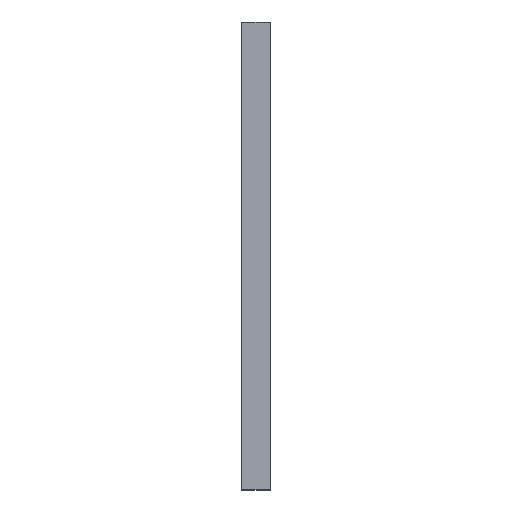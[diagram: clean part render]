
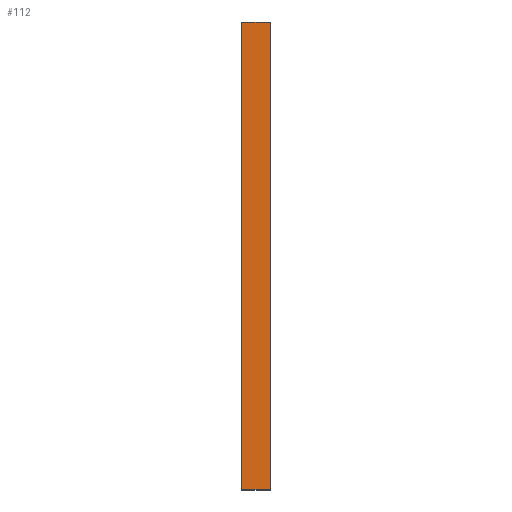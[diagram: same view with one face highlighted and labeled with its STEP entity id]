
A CAD part, top view. The second image highlights one B-rep face of the part: STEP entity #112.
In plain terms, the highlighted planar face has unit normal (0, 0, 1).
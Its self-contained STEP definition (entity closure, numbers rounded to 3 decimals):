
#60 = FACE_OUTER_BOUND ( 'NONE', #572, .T. ) ;
#112 = ADVANCED_FACE ( 'NONE', ( #60 ), #961, .F. ) ;
#126 = ORIENTED_EDGE ( 'NONE', *, *, #677, .T. ) ;
#138 = VECTOR ( 'NONE', #1089, 1000. ) ;
#153 = LINE ( 'NONE', #567, #1056 ) ;
#168 = VECTOR ( 'NONE', #688, 1000. ) ;
#185 = LINE ( 'NONE', #992, #168 ) ;
#198 = CARTESIAN_POINT ( 'NONE',  ( -2., -30., 63. ) ) ;
#221 = VERTEX_POINT ( 'NONE', #899 ) ;
#319 = LINE ( 'NONE', #653, #138 ) ;
#347 = AXIS2_PLACEMENT_3D ( 'NONE', #972, #979, #980 ) ;
#446 = VERTEX_POINT ( 'NONE', #812 ) ;
#538 = LINE ( 'NONE', #1059, #1120 ) ;
#557 = ORIENTED_EDGE ( 'NONE', *, *, #834, .F. ) ;
#567 = CARTESIAN_POINT ( 'NONE',  ( 2., 0., 63. ) ) ;
#572 = EDGE_LOOP ( 'NONE', ( #126, #557, #605, #921 ) ) ;
#605 = ORIENTED_EDGE ( 'NONE', *, *, #881, .F. ) ;
#626 = DIRECTION ( 'NONE',  ( 0., -1., 0. ) ) ;
#652 = VERTEX_POINT ( 'NONE', #707 ) ;
#653 = CARTESIAN_POINT ( 'NONE',  ( 2., -30., 63. ) ) ;
#677 = EDGE_CURVE ( 'NONE', #221, #1009, #538, .T. ) ;
#688 = DIRECTION ( 'NONE',  ( -1., 0., 0. ) ) ;
#707 = CARTESIAN_POINT ( 'NONE',  ( 2., 35., 63. ) ) ;
#793 = EDGE_CURVE ( 'NONE', #652, #221, #185, .T. ) ;
#812 = CARTESIAN_POINT ( 'NONE',  ( 2., -30., 63. ) ) ;
#834 = EDGE_CURVE ( 'NONE', #446, #1009, #319, .T. ) ;
#881 = EDGE_CURVE ( 'NONE', #652, #446, #153, .T. ) ;
#899 = CARTESIAN_POINT ( 'NONE',  ( -2., 35., 63. ) ) ;
#921 = ORIENTED_EDGE ( 'NONE', *, *, #793, .T. ) ;
#961 = PLANE ( 'NONE',  #347 ) ;
#972 = CARTESIAN_POINT ( 'NONE',  ( 2., 0., 63. ) ) ;
#979 = DIRECTION ( 'NONE',  ( 0., 0., -1. ) ) ;
#980 = DIRECTION ( 'NONE',  ( 0., 1., 0. ) ) ;
#992 = CARTESIAN_POINT ( 'NONE',  ( 2., 35., 63. ) ) ;
#1009 = VERTEX_POINT ( 'NONE', #198 ) ;
#1051 = DIRECTION ( 'NONE',  ( 0., -1., 0. ) ) ;
#1056 = VECTOR ( 'NONE', #626, 1000. ) ;
#1059 = CARTESIAN_POINT ( 'NONE',  ( -2., 0., 63. ) ) ;
#1089 = DIRECTION ( 'NONE',  ( -1., 0., 0. ) ) ;
#1120 = VECTOR ( 'NONE', #1051, 1000. ) ;
